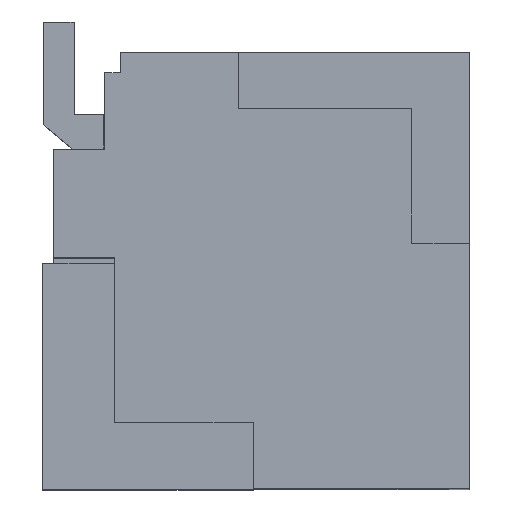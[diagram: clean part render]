
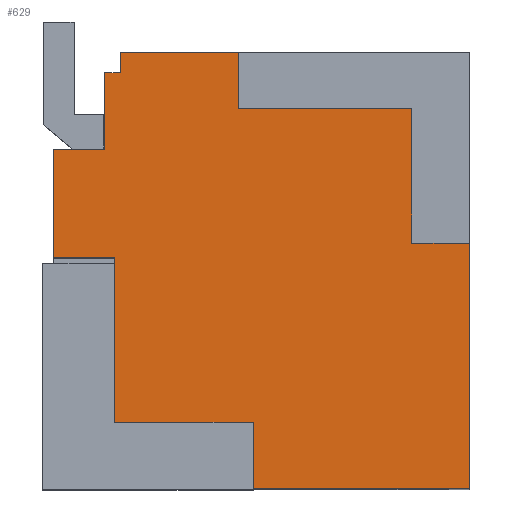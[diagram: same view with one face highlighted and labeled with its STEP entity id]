
A CAD part, top view. The second image highlights one B-rep face of the part: STEP entity #629.
In plain terms, the highlighted planar face has unit normal (0, 0, 1).
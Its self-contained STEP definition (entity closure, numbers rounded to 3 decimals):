
#3 = EDGE_CURVE ( 'NONE', #1956, #986, #2482, .T. ) ;
#20 = CARTESIAN_POINT ( 'NONE',  ( -2.02, 1.18, 2.88 ) ) ;
#84 = CARTESIAN_POINT ( 'NONE',  ( -1.52, 1.93, 2.88 ) ) ;
#100 = DIRECTION ( 'NONE',  ( 1., 0., 0. ) ) ;
#108 = VECTOR ( 'NONE', #2320, 1000. ) ;
#142 = EDGE_CURVE ( 'NONE', #2057, #1512, #2394, .T. ) ;
#257 = VERTEX_POINT ( 'NONE', #439 ) ;
#264 = ORIENTED_EDGE ( 'NONE', *, *, #1502, .F. ) ;
#274 = EDGE_CURVE ( 'NONE', #1466, #595, #1501, .T. ) ;
#293 = DIRECTION ( 'NONE',  ( 1., 0., 0. ) ) ;
#305 = EDGE_CURVE ( 'NONE', #2057, #257, #2841, .T. ) ;
#388 = LINE ( 'NONE', #3335, #2429 ) ;
#395 = EDGE_CURVE ( 'NONE', #490, #1074, #1090, .T. ) ;
#399 = CARTESIAN_POINT ( 'NONE',  ( -1.425, 0.125, 2.88 ) ) ;
#418 = VERTEX_POINT ( 'NONE', #84 ) ;
#419 = CARTESIAN_POINT ( 'NONE',  ( -0.22, 2.13, 2.88 ) ) ;
#439 = CARTESIAN_POINT ( 'NONE',  ( -1.37, 2.13, 2.88 ) ) ;
#445 = DIRECTION ( 'NONE',  ( 0., 1., 0. ) ) ;
#482 = CARTESIAN_POINT ( 'NONE',  ( 2.03, 0.27, 2.88 ) ) ;
#490 = VERTEX_POINT ( 'NONE', #1040 ) ;
#537 = FACE_OUTER_BOUND ( 'NONE', #1480, .T. ) ;
#595 = VERTEX_POINT ( 'NONE', #634 ) ;
#629 = ADVANCED_FACE ( 'NONE', ( #537 ), #3150, .T. ) ;
#634 = CARTESIAN_POINT ( 'NONE',  ( -2.02, 0.125, 2.88 ) ) ;
#724 = CARTESIAN_POINT ( 'NONE',  ( -0.075, -2.12, 2.88 ) ) ;
#764 = EDGE_CURVE ( 'NONE', #3232, #418, #1173, .T. ) ;
#793 = CARTESIAN_POINT ( 'NONE',  ( -0.22, 2.13, 2.88 ) ) ;
#825 = ORIENTED_EDGE ( 'NONE', *, *, #274, .T. ) ;
#860 = CARTESIAN_POINT ( 'NONE',  ( -0.22, 1.58, 2.88 ) ) ;
#868 = ORIENTED_EDGE ( 'NONE', *, *, #142, .F. ) ;
#916 = VERTEX_POINT ( 'NONE', #1312 ) ;
#931 = ORIENTED_EDGE ( 'NONE', *, *, #2468, .T. ) ;
#934 = DIRECTION ( 'NONE',  ( 0., -1., 0. ) ) ;
#986 = VERTEX_POINT ( 'NONE', #399 ) ;
#989 = DIRECTION ( 'NONE',  ( 1., 0., 0. ) ) ;
#995 = DIRECTION ( 'NONE',  ( 0., -1., 0. ) ) ;
#1001 = ORIENTED_EDGE ( 'NONE', *, *, #1573, .T. ) ;
#1011 = VECTOR ( 'NONE', #2316, 1000. ) ;
#1040 = CARTESIAN_POINT ( 'NONE',  ( 1.47, 1.58, 2.88 ) ) ;
#1074 = VERTEX_POINT ( 'NONE', #3117 ) ;
#1083 = DIRECTION ( 'NONE',  ( 0., -1., 0. ) ) ;
#1084 = LINE ( 'NONE', #1361, #2605 ) ;
#1090 = LINE ( 'NONE', #1294, #2038 ) ;
#1156 = DIRECTION ( 'NONE',  ( 0., 1., 0. ) ) ;
#1165 = DIRECTION ( 'NONE',  ( -1., 0., 0. ) ) ;
#1173 = LINE ( 'NONE', #2229, #2747 ) ;
#1201 = ORIENTED_EDGE ( 'NONE', *, *, #2942, .T. ) ;
#1250 = EDGE_CURVE ( 'NONE', #2738, #1956, #2970, .T. ) ;
#1269 = AXIS2_PLACEMENT_3D ( 'NONE', #2644, #1870, #3392 ) ;
#1278 = DIRECTION ( 'NONE',  ( -1., 0., 0. ) ) ;
#1292 = EDGE_CURVE ( 'NONE', #916, #1631, #1774, .T. ) ;
#1294 = CARTESIAN_POINT ( 'NONE',  ( 1.47, 1.58, 2.88 ) ) ;
#1312 = CARTESIAN_POINT ( 'NONE',  ( -0.075, -2.12, 2.88 ) ) ;
#1333 = LINE ( 'NONE', #3128, #3047 ) ;
#1361 = CARTESIAN_POINT ( 'NONE',  ( 2.03, 0.27, 2.88 ) ) ;
#1378 = EDGE_CURVE ( 'NONE', #257, #3232, #3113, .T. ) ;
#1422 = LINE ( 'NONE', #2472, #2500 ) ;
#1466 = VERTEX_POINT ( 'NONE', #20 ) ;
#1480 = EDGE_LOOP ( 'NONE', ( #3398, #2430, #3183, #1606, #931, #825, #1201, #2201, #1792, #2576, #1734, #1001, #2798, #2501, #264, #868 ) ) ;
#1501 = LINE ( 'NONE', #2024, #1601 ) ;
#1502 = EDGE_CURVE ( 'NONE', #1512, #490, #3249, .T. ) ;
#1512 = VERTEX_POINT ( 'NONE', #860 ) ;
#1552 = CARTESIAN_POINT ( 'NONE',  ( -1.52, 1.18, 2.88 ) ) ;
#1573 = EDGE_CURVE ( 'NONE', #1631, #1702, #388, .T. ) ;
#1601 = VECTOR ( 'NONE', #995, 1000. ) ;
#1606 = ORIENTED_EDGE ( 'NONE', *, *, #2014, .T. ) ;
#1618 = VECTOR ( 'NONE', #293, 1000. ) ;
#1631 = VERTEX_POINT ( 'NONE', #2234 ) ;
#1642 = DIRECTION ( 'NONE',  ( -1., 0., 0. ) ) ;
#1698 = CARTESIAN_POINT ( 'NONE',  ( -1.425, -1.475, 2.88 ) ) ;
#1702 = VERTEX_POINT ( 'NONE', #482 ) ;
#1733 = EDGE_CURVE ( 'NONE', #1702, #1074, #1084, .T. ) ;
#1734 = ORIENTED_EDGE ( 'NONE', *, *, #1292, .T. ) ;
#1774 = LINE ( 'NONE', #2289, #2755 ) ;
#1792 = ORIENTED_EDGE ( 'NONE', *, *, #1250, .F. ) ;
#1796 = CARTESIAN_POINT ( 'NONE',  ( -1.52, 1.93, 2.88 ) ) ;
#1870 = DIRECTION ( 'NONE',  ( 0., 0., 1. ) ) ;
#1924 = VECTOR ( 'NONE', #1156, 1000. ) ;
#1940 = VECTOR ( 'NONE', #1165, 1000. ) ;
#1956 = VERTEX_POINT ( 'NONE', #1976 ) ;
#1976 = CARTESIAN_POINT ( 'NONE',  ( -1.425, -1.475, 2.88 ) ) ;
#1983 = DIRECTION ( 'NONE',  ( -1., 0., 0. ) ) ;
#2014 = EDGE_CURVE ( 'NONE', #418, #2179, #2251, .T. ) ;
#2024 = CARTESIAN_POINT ( 'NONE',  ( -2.02, 1.18, 2.88 ) ) ;
#2038 = VECTOR ( 'NONE', #3142, 1000. ) ;
#2045 = LINE ( 'NONE', #724, #1011 ) ;
#2057 = VERTEX_POINT ( 'NONE', #2566 ) ;
#2179 = VERTEX_POINT ( 'NONE', #1552 ) ;
#2201 = ORIENTED_EDGE ( 'NONE', *, *, #3, .F. ) ;
#2229 = CARTESIAN_POINT ( 'NONE',  ( -1.37, 1.93, 2.88 ) ) ;
#2234 = CARTESIAN_POINT ( 'NONE',  ( 2.03, -2.12, 2.88 ) ) ;
#2251 = LINE ( 'NONE', #1796, #2551 ) ;
#2289 = CARTESIAN_POINT ( 'NONE',  ( -0.075, -2.12, 2.88 ) ) ;
#2316 = DIRECTION ( 'NONE',  ( 0., 1., 0. ) ) ;
#2320 = DIRECTION ( 'NONE',  ( 0., -1., 0. ) ) ;
#2325 = CARTESIAN_POINT ( 'NONE',  ( -1.37, 1.93, 2.88 ) ) ;
#2382 = CARTESIAN_POINT ( 'NONE',  ( -1.37, 2.13, 2.88 ) ) ;
#2394 = LINE ( 'NONE', #793, #2688 ) ;
#2398 = EDGE_CURVE ( 'NONE', #916, #2738, #2045, .T. ) ;
#2429 = VECTOR ( 'NONE', #445, 1000. ) ;
#2430 = ORIENTED_EDGE ( 'NONE', *, *, #1378, .T. ) ;
#2468 = EDGE_CURVE ( 'NONE', #2179, #1466, #1333, .T. ) ;
#2472 = CARTESIAN_POINT ( 'NONE',  ( -2.02, 0.125, 2.88 ) ) ;
#2473 = CARTESIAN_POINT ( 'NONE',  ( -0.075, -1.475, 2.88 ) ) ;
#2482 = LINE ( 'NONE', #1698, #1924 ) ;
#2500 = VECTOR ( 'NONE', #100, 1000. ) ;
#2501 = ORIENTED_EDGE ( 'NONE', *, *, #395, .F. ) ;
#2551 = VECTOR ( 'NONE', #934, 1000. ) ;
#2566 = CARTESIAN_POINT ( 'NONE',  ( -0.22, 2.13, 2.88 ) ) ;
#2576 = ORIENTED_EDGE ( 'NONE', *, *, #2398, .F. ) ;
#2605 = VECTOR ( 'NONE', #1642, 1000. ) ;
#2644 = CARTESIAN_POINT ( 'NONE',  ( 0., 0., 2.88 ) ) ;
#2681 = VECTOR ( 'NONE', #1983, 1000. ) ;
#2688 = VECTOR ( 'NONE', #1083, 1000. ) ;
#2738 = VERTEX_POINT ( 'NONE', #3044 ) ;
#2747 = VECTOR ( 'NONE', #3278, 1000. ) ;
#2755 = VECTOR ( 'NONE', #989, 1000. ) ;
#2798 = ORIENTED_EDGE ( 'NONE', *, *, #1733, .T. ) ;
#2841 = LINE ( 'NONE', #419, #2681 ) ;
#2942 = EDGE_CURVE ( 'NONE', #595, #986, #1422, .T. ) ;
#2963 = CARTESIAN_POINT ( 'NONE',  ( -0.22, 1.58, 2.88 ) ) ;
#2970 = LINE ( 'NONE', #2473, #1940 ) ;
#3044 = CARTESIAN_POINT ( 'NONE',  ( -0.075, -1.475, 2.88 ) ) ;
#3047 = VECTOR ( 'NONE', #1278, 1000. ) ;
#3113 = LINE ( 'NONE', #2382, #108 ) ;
#3117 = CARTESIAN_POINT ( 'NONE',  ( 1.47, 0.27, 2.88 ) ) ;
#3128 = CARTESIAN_POINT ( 'NONE',  ( -1.52, 1.18, 2.88 ) ) ;
#3142 = DIRECTION ( 'NONE',  ( 0., -1., 0. ) ) ;
#3150 = PLANE ( 'NONE',  #1269 ) ;
#3183 = ORIENTED_EDGE ( 'NONE', *, *, #764, .T. ) ;
#3232 = VERTEX_POINT ( 'NONE', #2325 ) ;
#3249 = LINE ( 'NONE', #2963, #1618 ) ;
#3278 = DIRECTION ( 'NONE',  ( -1., 0., 0. ) ) ;
#3335 = CARTESIAN_POINT ( 'NONE',  ( 2.03, -2.12, 2.88 ) ) ;
#3392 = DIRECTION ( 'NONE',  ( 1., 0., 0. ) ) ;
#3398 = ORIENTED_EDGE ( 'NONE', *, *, #305, .T. ) ;
